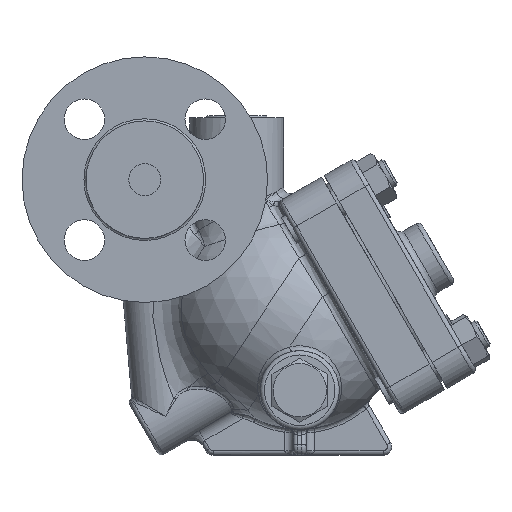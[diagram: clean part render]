
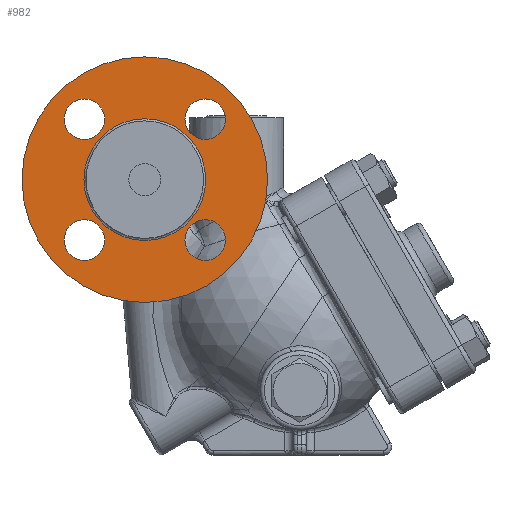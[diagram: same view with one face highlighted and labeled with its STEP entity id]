
A CAD part, front view. The second image highlights one B-rep face of the part: STEP entity #982.
In plain terms, the highlighted planar face has unit normal (0, -1, 0).
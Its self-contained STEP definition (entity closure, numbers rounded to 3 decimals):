
#907=CARTESIAN_POINT('',(-43.,-124.,28.5));
#908=VERTEX_POINT('',#907);
#909=CARTESIAN_POINT('',(-43.,-124.,0.));
#910=DIRECTION('',(0.0,-1.0,0.0));
#911=DIRECTION('',(0.0,0.0,-1.0));
#912=AXIS2_PLACEMENT_3D('',#909,#910,#911);
#913=CIRCLE('',#912,28.5);
#914=EDGE_CURVE('',#908,#908,#913,.T.);
#919=CARTESIAN_POINT('',(-43.,-124.,42.5));
#920=DIRECTION('',(0.0,-1.0,0.0));
#921=DIRECTION('',(0.0,0.0,-1.0));
#922=AXIS2_PLACEMENT_3D('',#919,#920,#921);
#923=PLANE('',#922);
#924=CARTESIAN_POINT('',(-43.,-124.,57.5));
#925=VERTEX_POINT('',#924);
#926=CARTESIAN_POINT('',(-43.,-124.,0.));
#927=DIRECTION('',(0.0,1.0,0.0));
#928=DIRECTION('',(0.0,0.0,1.0));
#929=AXIS2_PLACEMENT_3D('',#926,#927,#928);
#930=CIRCLE('',#929,57.5);
#931=EDGE_CURVE('',#925,#925,#930,.T.);
#932=ORIENTED_EDGE('',*,*,#931,.F.);
#933=EDGE_LOOP('',(#932));
#934=FACE_OUTER_BOUND('',#933,.T.);
#935=CARTESIAN_POINT('',(-5.216,-124.,28.284));
#936=VERTEX_POINT('',#935);
#937=CARTESIAN_POINT('',(-14.716,-124.,28.284));
#938=DIRECTION('',(0.0,1.0,0.0));
#939=DIRECTION('',(1.0,0.0,0.0));
#940=AXIS2_PLACEMENT_3D('',#937,#938,#939);
#941=CIRCLE('',#940,9.5);
#942=EDGE_CURVE('',#936,#936,#941,.T.);
#943=ORIENTED_EDGE('',*,*,#942,.T.);
#944=EDGE_LOOP('',(#943));
#945=FACE_BOUND('',#944,.T.);
#946=CARTESIAN_POINT('',(-14.716,-124.,-37.784));
#947=VERTEX_POINT('',#946);
#948=CARTESIAN_POINT('',(-14.716,-124.,-28.284));
#949=DIRECTION('',(0.0,1.0,0.0));
#950=DIRECTION('',(0.0,0.0,-1.0));
#951=AXIS2_PLACEMENT_3D('',#948,#949,#950);
#952=CIRCLE('',#951,9.5);
#953=EDGE_CURVE('',#947,#947,#952,.T.);
#954=ORIENTED_EDGE('',*,*,#953,.T.);
#955=EDGE_LOOP('',(#954));
#956=FACE_BOUND('',#955,.T.);
#957=CARTESIAN_POINT('',(-80.784,-124.,-28.284));
#958=VERTEX_POINT('',#957);
#959=CARTESIAN_POINT('',(-71.284,-124.,-28.284));
#960=DIRECTION('',(0.0,1.0,0.0));
#961=DIRECTION('',(-1.0,0.0,0.0));
#962=AXIS2_PLACEMENT_3D('',#959,#960,#961);
#963=CIRCLE('',#962,9.5);
#964=EDGE_CURVE('',#958,#958,#963,.T.);
#965=ORIENTED_EDGE('',*,*,#964,.T.);
#966=EDGE_LOOP('',(#965));
#967=FACE_BOUND('',#966,.T.);
#968=CARTESIAN_POINT('',(-71.284,-124.,37.784));
#969=VERTEX_POINT('',#968);
#970=CARTESIAN_POINT('',(-71.284,-124.,28.284));
#971=DIRECTION('',(0.0,1.0,0.0));
#972=DIRECTION('',(0.0,0.0,1.0));
#973=AXIS2_PLACEMENT_3D('',#970,#971,#972);
#974=CIRCLE('',#973,9.5);
#975=EDGE_CURVE('',#969,#969,#974,.T.);
#976=ORIENTED_EDGE('',*,*,#975,.T.);
#977=EDGE_LOOP('',(#976));
#978=FACE_BOUND('',#977,.T.);
#979=ORIENTED_EDGE('',*,*,#914,.F.);
#980=EDGE_LOOP('',(#979));
#981=FACE_BOUND('',#980,.T.);
#982=ADVANCED_FACE('',(#934,#945,#956,#967,#978,#981),#923,.T.);
